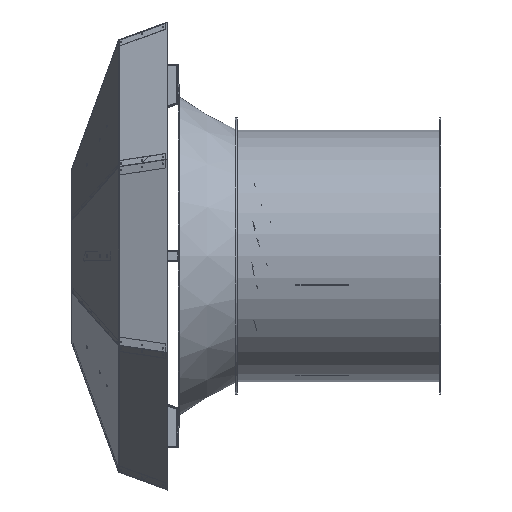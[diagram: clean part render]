
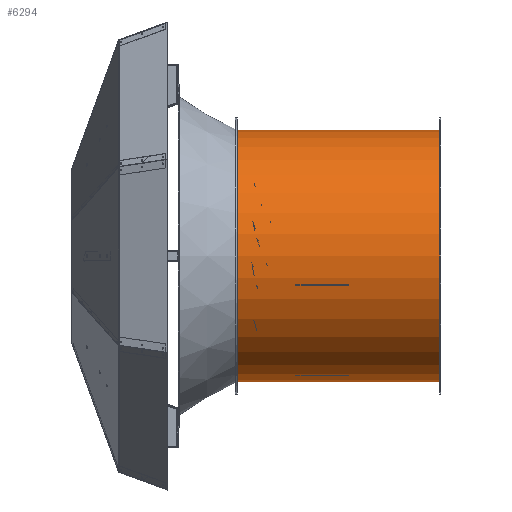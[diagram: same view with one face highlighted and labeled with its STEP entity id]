
A CAD part, front view. The second image highlights one B-rep face of the part: STEP entity #6294.
In plain terms, the highlighted cylindrical face has radius 501.2 mm (diameter 1002.4 mm), a partial arc.
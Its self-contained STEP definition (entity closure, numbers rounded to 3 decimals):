
#6294=ADVANCED_FACE('',(#22713),#22715,.T.);
#22713=FACE_BOUND('',#22714,.T.);
#22714=EDGE_LOOP('',(#40542,#40543,#40544,#40545));
#22715=CYLINDRICAL_SURFACE('',#22716,501.2);
#22716=AXIS2_PLACEMENT_3D('',#22717,#22718,#22719);
#22717=CARTESIAN_POINT('',(0.,0.,0.));
#22718=DIRECTION('',(-1.,0.,0.));
#22719=DIRECTION('',(0.,-0.001,-1.));
#40542=ORIENTED_EDGE('',*,*,#55830,.T.);
#40543=ORIENTED_EDGE('',*,*,#55836,.T.);
#40544=ORIENTED_EDGE('',*,*,#55837,.F.);
#40545=ORIENTED_EDGE('',*,*,#55838,.F.);
#55830=EDGE_CURVE('',#64318,#64316,#64319,.T.);
#55836=EDGE_CURVE('',#64316,#64326,#64328,.T.);
#55837=EDGE_CURVE('',#64329,#64326,#64330,.T.);
#55838=EDGE_CURVE('',#64318,#64329,#64331,.T.);
#64316=VERTEX_POINT('',#77605);
#64318=VERTEX_POINT('',#77609);
#64319=CIRCLE('',#77610,501.2);
#64326=VERTEX_POINT('',#77629);
#64328=LINE('',#77633,#77634);
#64329=VERTEX_POINT('',#77636);
#64330=CIRCLE('',#77637,501.2);
#64331=LINE('',#77641,#77642);
#77605=CARTESIAN_POINT('',(0.,0.501,-501.2));
#77609=CARTESIAN_POINT('',(0.,-0.501,-501.2));
#77610=AXIS2_PLACEMENT_3D('',#77611,#77612,#77613);
#77611=CARTESIAN_POINT('',(0.,0.,0.));
#77612=DIRECTION('',(-1.,-0.,-0.));
#77613=DIRECTION('',(0.,-0.001,-1.));
#77629=CARTESIAN_POINT('',(-815.,0.501,-501.2));
#77633=CARTESIAN_POINT('',(0.,0.501,-501.2));
#77634=VECTOR('',#77635,1.);
#77635=DIRECTION('',(-1.,0.,0.));
#77636=CARTESIAN_POINT('',(-815.,-0.501,-501.2));
#77637=AXIS2_PLACEMENT_3D('',#77638,#77639,#77640);
#77638=CARTESIAN_POINT('',(-815.,0.,0.));
#77639=DIRECTION('',(-1.,-0.,-0.));
#77640=DIRECTION('',(0.,-0.001,-1.));
#77641=CARTESIAN_POINT('',(0.,-0.501,-501.2));
#77642=VECTOR('',#77643,1.);
#77643=DIRECTION('',(-1.,0.,0.));
